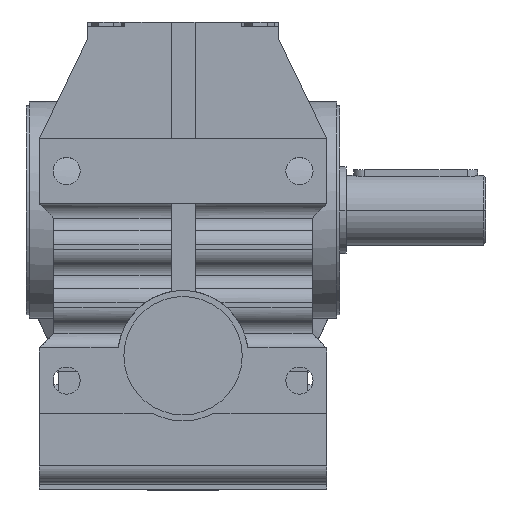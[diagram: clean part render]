
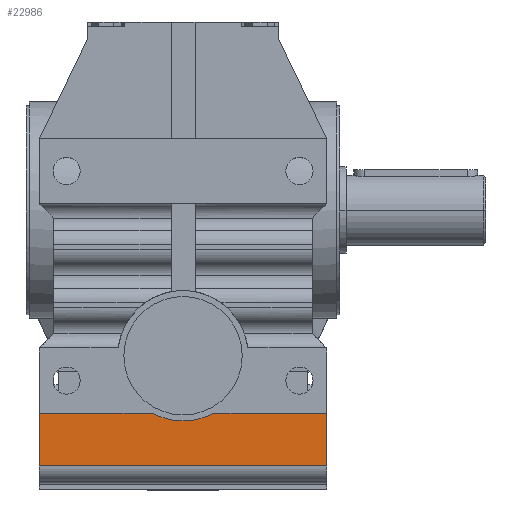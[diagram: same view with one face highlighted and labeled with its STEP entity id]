
A CAD part, top view. The second image highlights one B-rep face of the part: STEP entity #22986.
In plain terms, the highlighted planar face has unit normal (0, 0, 1).
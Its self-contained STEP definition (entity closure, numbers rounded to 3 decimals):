
#4645 = PLANE('',#4646);
#4646 = AXIS2_PLACEMENT_3D('',#4647,#4648,#4649);
#4647 = CARTESIAN_POINT('',(-92.5,-131.,262.5));
#4648 = DIRECTION('',(1.,0.,0.));
#4649 = DIRECTION('',(0.,0.,-1.));
#12732 = VERTEX_POINT('',#12733);
#12733 = CARTESIAN_POINT('',(-92.5,-131.,272.5));
#12748 = CYLINDRICAL_SURFACE('',#12749,10.);
#12749 = AXIS2_PLACEMENT_3D('',#12750,#12751,#12752);
#12750 = CARTESIAN_POINT('',(92.5,-131.,262.5));
#12751 = DIRECTION('',(-1.,0.,0.));
#12752 = DIRECTION('',(0.,0.,1.));
#12759 = EDGE_CURVE('',#12760,#12732,#12762,.T.);
#12760 = VERTEX_POINT('',#12761);
#12761 = CARTESIAN_POINT('',(-92.5,-97.,272.5));
#12762 = SURFACE_CURVE('',#12763,(#12767,#12774),.PCURVE_S1.);
#12763 = LINE('',#12764,#12765);
#12764 = CARTESIAN_POINT('',(-92.5,-131.,272.5));
#12765 = VECTOR('',#12766,1.);
#12766 = DIRECTION('',(0.,-1.,0.));
#12767 = PCURVE('',#4645,#12768);
#12768 = DEFINITIONAL_REPRESENTATION('',(#12769),#12773);
#12769 = LINE('',#12770,#12771);
#12770 = CARTESIAN_POINT('',(-10.,0.));
#12771 = VECTOR('',#12772,1.);
#12772 = DIRECTION('',(0.,-1.));
#12773 = ( GEOMETRIC_REPRESENTATION_CONTEXT(2) 
PARAMETRIC_REPRESENTATION_CONTEXT() REPRESENTATION_CONTEXT('2D SPACE',''
  ) );
#12774 = PCURVE('',#12775,#12780);
#12775 = PLANE('',#12776);
#12776 = AXIS2_PLACEMENT_3D('',#12777,#12778,#12779);
#12777 = CARTESIAN_POINT('',(92.5,-131.,272.5));
#12778 = DIRECTION('',(0.,0.,-1.));
#12779 = DIRECTION('',(0.,1.,0.));
#12780 = DEFINITIONAL_REPRESENTATION('',(#12781),#12785);
#12781 = LINE('',#12782,#12783);
#12782 = CARTESIAN_POINT('',(0.,-185.));
#12783 = VECTOR('',#12784,1.);
#12784 = DIRECTION('',(-1.,0.));
#12785 = ( GEOMETRIC_REPRESENTATION_CONTEXT(2) 
PARAMETRIC_REPRESENTATION_CONTEXT() REPRESENTATION_CONTEXT('2D SPACE',''
  ) );
#12803 = PLANE('',#12804);
#12804 = AXIS2_PLACEMENT_3D('',#12805,#12806,#12807);
#12805 = CARTESIAN_POINT('',(92.5,-97.,272.5));
#12806 = DIRECTION('',(0.,1.,0.));
#12807 = DIRECTION('',(0.,0.,1.));
#13439 = PLANE('',#13440);
#13440 = AXIS2_PLACEMENT_3D('',#13441,#13442,#13443);
#13441 = CARTESIAN_POINT('',(92.5,-131.,262.5));
#13442 = DIRECTION('',(1.,0.,0.));
#13443 = DIRECTION('',(0.,0.,-1.));
#22927 = CYLINDRICAL_SURFACE('',#22928,42.);
#22928 = AXIS2_PLACEMENT_3D('',#22929,#22930,#22931);
#22929 = CARTESIAN_POINT('',(0.,-60.,393.294));
#22930 = DIRECTION('',(0.,0.,-1.));
#22931 = DIRECTION('',(-1.,0.,0.));
#22954 = PLANE('',#22955);
#22955 = AXIS2_PLACEMENT_3D('',#22956,#22957,#22958);
#22956 = CARTESIAN_POINT('',(92.5,-97.,272.5));
#22957 = DIRECTION('',(0.,1.,0.));
#22958 = DIRECTION('',(0.,0.,1.));
#22986 = ADVANCED_FACE('',(#22987),#12775,.F.);
#22987 = FACE_BOUND('',#22988,.T.);
#22988 = EDGE_LOOP('',(#22989,#23018,#23039,#23040,#23062,#23085));
#22989 = ORIENTED_EDGE('',*,*,#22990,.F.);
#22990 = EDGE_CURVE('',#22991,#22993,#22995,.T.);
#22991 = VERTEX_POINT('',#22992);
#22992 = CARTESIAN_POINT('',(-19.875,-97.,272.5));
#22993 = VERTEX_POINT('',#22994);
#22994 = CARTESIAN_POINT('',(19.875,-97.,272.5));
#22995 = SURFACE_CURVE('',#22996,(#23001,#23012),.PCURVE_S1.);
#22996 = CIRCLE('',#22997,42.);
#22997 = AXIS2_PLACEMENT_3D('',#22998,#22999,#23000);
#22998 = CARTESIAN_POINT('',(0.,-60.,272.5));
#22999 = DIRECTION('',(0.,0.,1.));
#23000 = DIRECTION('',(0.,1.,0.));
#23001 = PCURVE('',#12775,#23002);
#23002 = DEFINITIONAL_REPRESENTATION('',(#23003),#23011);
#23003 = ( BOUNDED_CURVE() B_SPLINE_CURVE(2,(#23004,#23005,#23006,#23007
    ,#23008,#23009,#23010),.UNSPECIFIED.,.F.,.F.) 
B_SPLINE_CURVE_WITH_KNOTS((1,2,2,2,2,1),(-2.094,0.,
    2.094,4.189,6.283,8.378),
.UNSPECIFIED.) CURVE() GEOMETRIC_REPRESENTATION_ITEM() 
RATIONAL_B_SPLINE_CURVE((1.,0.5,1.,0.5,1.,0.5,1.)) REPRESENTATION_ITEM(
  '') );
#23004 = CARTESIAN_POINT('',(113.,-92.5));
#23005 = CARTESIAN_POINT('',(113.,-165.246));
#23006 = CARTESIAN_POINT('',(50.,-128.873));
#23007 = CARTESIAN_POINT('',(-13.,-92.5));
#23008 = CARTESIAN_POINT('',(50.,-56.127));
#23009 = CARTESIAN_POINT('',(113.,-19.754));
#23010 = CARTESIAN_POINT('',(113.,-92.5));
#23011 = ( GEOMETRIC_REPRESENTATION_CONTEXT(2) 
PARAMETRIC_REPRESENTATION_CONTEXT() REPRESENTATION_CONTEXT('2D SPACE',''
  ) );
#23012 = PCURVE('',#22927,#23013);
#23013 = DEFINITIONAL_REPRESENTATION('',(#23014),#23017);
#23014 = B_SPLINE_CURVE_WITH_KNOTS('',1,(#23015,#23016),.UNSPECIFIED.,
  .F.,.F.,(2,2),(2.649,3.635),
  .PIECEWISE_BEZIER_KNOTS.);
#23015 = CARTESIAN_POINT('',(5.205,120.794));
#23016 = CARTESIAN_POINT('',(4.219,120.794));
#23017 = ( GEOMETRIC_REPRESENTATION_CONTEXT(2) 
PARAMETRIC_REPRESENTATION_CONTEXT() REPRESENTATION_CONTEXT('2D SPACE',''
  ) );
#23018 = ORIENTED_EDGE('',*,*,#23019,.T.);
#23019 = EDGE_CURVE('',#22991,#12760,#23020,.T.);
#23020 = SURFACE_CURVE('',#23021,(#23025,#23032),.PCURVE_S1.);
#23021 = LINE('',#23022,#23023);
#23022 = CARTESIAN_POINT('',(92.5,-97.,272.5));
#23023 = VECTOR('',#23024,1.);
#23024 = DIRECTION('',(-1.,0.,0.));
#23025 = PCURVE('',#12775,#23026);
#23026 = DEFINITIONAL_REPRESENTATION('',(#23027),#23031);
#23027 = LINE('',#23028,#23029);
#23028 = CARTESIAN_POINT('',(34.,0.));
#23029 = VECTOR('',#23030,1.);
#23030 = DIRECTION('',(0.,-1.));
#23031 = ( GEOMETRIC_REPRESENTATION_CONTEXT(2) 
PARAMETRIC_REPRESENTATION_CONTEXT() REPRESENTATION_CONTEXT('2D SPACE',''
  ) );
#23032 = PCURVE('',#12803,#23033);
#23033 = DEFINITIONAL_REPRESENTATION('',(#23034),#23038);
#23034 = LINE('',#23035,#23036);
#23035 = CARTESIAN_POINT('',(0.,0.));
#23036 = VECTOR('',#23037,1.);
#23037 = DIRECTION('',(0.,-1.));
#23038 = ( GEOMETRIC_REPRESENTATION_CONTEXT(2) 
PARAMETRIC_REPRESENTATION_CONTEXT() REPRESENTATION_CONTEXT('2D SPACE',''
  ) );
#23039 = ORIENTED_EDGE('',*,*,#12759,.T.);
#23040 = ORIENTED_EDGE('',*,*,#23041,.F.);
#23041 = EDGE_CURVE('',#23042,#12732,#23044,.T.);
#23042 = VERTEX_POINT('',#23043);
#23043 = CARTESIAN_POINT('',(92.5,-131.,272.5));
#23044 = SURFACE_CURVE('',#23045,(#23049,#23056),.PCURVE_S1.);
#23045 = LINE('',#23046,#23047);
#23046 = CARTESIAN_POINT('',(92.5,-131.,272.5));
#23047 = VECTOR('',#23048,1.);
#23048 = DIRECTION('',(-1.,0.,0.));
#23049 = PCURVE('',#12775,#23050);
#23050 = DEFINITIONAL_REPRESENTATION('',(#23051),#23055);
#23051 = LINE('',#23052,#23053);
#23052 = CARTESIAN_POINT('',(0.,0.));
#23053 = VECTOR('',#23054,1.);
#23054 = DIRECTION('',(0.,-1.));
#23055 = ( GEOMETRIC_REPRESENTATION_CONTEXT(2) 
PARAMETRIC_REPRESENTATION_CONTEXT() REPRESENTATION_CONTEXT('2D SPACE',''
  ) );
#23056 = PCURVE('',#12748,#23057);
#23057 = DEFINITIONAL_REPRESENTATION('',(#23058),#23061);
#23058 = B_SPLINE_CURVE_WITH_KNOTS('',1,(#23059,#23060),.UNSPECIFIED.,
  .F.,.F.,(2,2),(0.,185.),.PIECEWISE_BEZIER_KNOTS.);
#23059 = CARTESIAN_POINT('',(6.283,0.));
#23060 = CARTESIAN_POINT('',(6.283,185.));
#23061 = ( GEOMETRIC_REPRESENTATION_CONTEXT(2) 
PARAMETRIC_REPRESENTATION_CONTEXT() REPRESENTATION_CONTEXT('2D SPACE',''
  ) );
#23062 = ORIENTED_EDGE('',*,*,#23063,.F.);
#23063 = EDGE_CURVE('',#23064,#23042,#23066,.T.);
#23064 = VERTEX_POINT('',#23065);
#23065 = CARTESIAN_POINT('',(92.5,-97.,272.5));
#23066 = SURFACE_CURVE('',#23067,(#23071,#23078),.PCURVE_S1.);
#23067 = LINE('',#23068,#23069);
#23068 = CARTESIAN_POINT('',(92.5,-131.,272.5));
#23069 = VECTOR('',#23070,1.);
#23070 = DIRECTION('',(0.,-1.,0.));
#23071 = PCURVE('',#12775,#23072);
#23072 = DEFINITIONAL_REPRESENTATION('',(#23073),#23077);
#23073 = LINE('',#23074,#23075);
#23074 = CARTESIAN_POINT('',(0.,0.));
#23075 = VECTOR('',#23076,1.);
#23076 = DIRECTION('',(-1.,0.));
#23077 = ( GEOMETRIC_REPRESENTATION_CONTEXT(2) 
PARAMETRIC_REPRESENTATION_CONTEXT() REPRESENTATION_CONTEXT('2D SPACE',''
  ) );
#23078 = PCURVE('',#13439,#23079);
#23079 = DEFINITIONAL_REPRESENTATION('',(#23080),#23084);
#23080 = LINE('',#23081,#23082);
#23081 = CARTESIAN_POINT('',(-10.,0.));
#23082 = VECTOR('',#23083,1.);
#23083 = DIRECTION('',(0.,-1.));
#23084 = ( GEOMETRIC_REPRESENTATION_CONTEXT(2) 
PARAMETRIC_REPRESENTATION_CONTEXT() REPRESENTATION_CONTEXT('2D SPACE',''
  ) );
#23085 = ORIENTED_EDGE('',*,*,#23086,.T.);
#23086 = EDGE_CURVE('',#23064,#22993,#23087,.T.);
#23087 = SURFACE_CURVE('',#23088,(#23092,#23099),.PCURVE_S1.);
#23088 = LINE('',#23089,#23090);
#23089 = CARTESIAN_POINT('',(92.5,-97.,272.5));
#23090 = VECTOR('',#23091,1.);
#23091 = DIRECTION('',(-1.,0.,0.));
#23092 = PCURVE('',#12775,#23093);
#23093 = DEFINITIONAL_REPRESENTATION('',(#23094),#23098);
#23094 = LINE('',#23095,#23096);
#23095 = CARTESIAN_POINT('',(34.,0.));
#23096 = VECTOR('',#23097,1.);
#23097 = DIRECTION('',(0.,-1.));
#23098 = ( GEOMETRIC_REPRESENTATION_CONTEXT(2) 
PARAMETRIC_REPRESENTATION_CONTEXT() REPRESENTATION_CONTEXT('2D SPACE',''
  ) );
#23099 = PCURVE('',#22954,#23100);
#23100 = DEFINITIONAL_REPRESENTATION('',(#23101),#23105);
#23101 = LINE('',#23102,#23103);
#23102 = CARTESIAN_POINT('',(0.,0.));
#23103 = VECTOR('',#23104,1.);
#23104 = DIRECTION('',(0.,-1.));
#23105 = ( GEOMETRIC_REPRESENTATION_CONTEXT(2) 
PARAMETRIC_REPRESENTATION_CONTEXT() REPRESENTATION_CONTEXT('2D SPACE',''
  ) );
